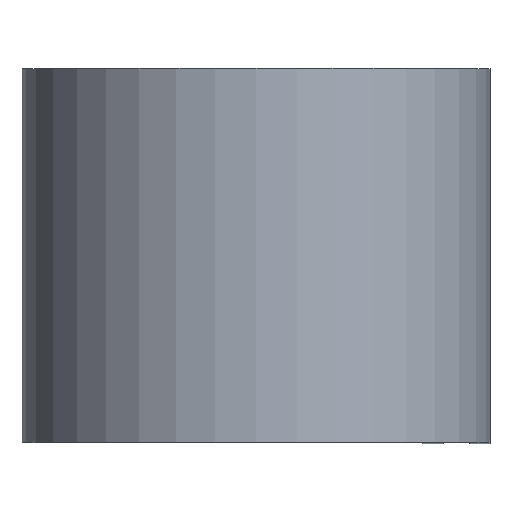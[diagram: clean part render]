
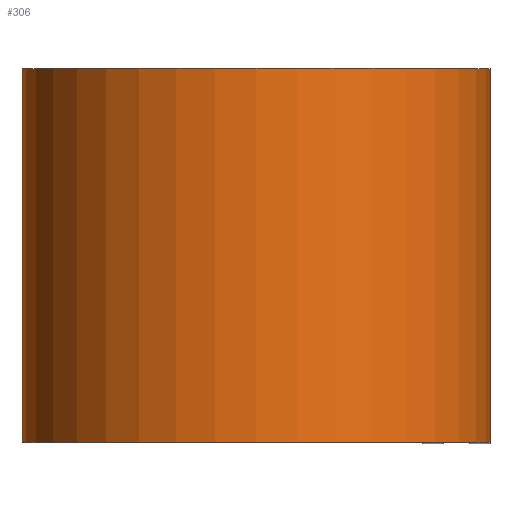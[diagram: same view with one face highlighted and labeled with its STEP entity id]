
A CAD part, top view. The second image highlights one B-rep face of the part: STEP entity #306.
In plain terms, the highlighted cylindrical face has radius 13.919 mm (diameter 27.838 mm), a partial arc.
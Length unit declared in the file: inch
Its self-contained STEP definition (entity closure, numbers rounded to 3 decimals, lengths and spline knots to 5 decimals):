
#17 = CARTESIAN_POINT ( 'NONE',  ( 0., -0.4375, 0. ) ) ;
#43 = DIRECTION ( 'NONE',  ( 0., 1., 0. ) ) ;
#45 = DIRECTION ( 'NONE',  ( 1., 0., 0. ) ) ;
#55 = LINE ( 'NONE', #438, #674 ) ;
#125 = DIRECTION ( 'NONE',  ( 0., 1., 0. ) ) ;
#128 = ORIENTED_EDGE ( 'NONE', *, *, #152, .T. ) ;
#152 = EDGE_CURVE ( 'NONE', #378, #722, #55, .T. ) ;
#155 = ORIENTED_EDGE ( 'NONE', *, *, #718, .F. ) ;
#159 = VERTEX_POINT ( 'NONE', #462 ) ;
#162 = DIRECTION ( 'NONE',  ( 1., 0., 0. ) ) ;
#170 = DIRECTION ( 'NONE',  ( 0., -1., 0. ) ) ;
#207 = CARTESIAN_POINT ( 'NONE',  ( 0.548, -0.4375, 0. ) ) ;
#222 = DIRECTION ( 'NONE',  ( 0., 0., -1. ) ) ;
#226 = LINE ( 'NONE', #616, #368 ) ;
#238 = ORIENTED_EDGE ( 'NONE', *, *, #442, .T. ) ;
#249 = CYLINDRICAL_SURFACE ( 'NONE', #546, 0.548 ) ;
#263 = FACE_OUTER_BOUND ( 'NONE', #424, .T. ) ;
#306 = ADVANCED_FACE ( 'NONE', ( #263 ), #249, .T. ) ;
#317 = EDGE_CURVE ( 'NONE', #378, #159, #412, .T. ) ;
#334 = CARTESIAN_POINT ( 'NONE',  ( 0., 0.4375, 0. ) ) ;
#335 = CARTESIAN_POINT ( 'NONE',  ( 0., -0.4375, -0.548 ) ) ;
#341 = CIRCLE ( 'NONE', #709, 0.548 ) ;
#368 = VECTOR ( 'NONE', #628, 39.37008 ) ;
#378 = VERTEX_POINT ( 'NONE', #692 ) ;
#388 = AXIS2_PLACEMENT_3D ( 'NONE', #520, #125, #162 ) ;
#412 = CIRCLE ( 'NONE', #388, 0.548 ) ;
#424 = EDGE_LOOP ( 'NONE', ( #238, #155, #625, #128 ) ) ;
#438 = CARTESIAN_POINT ( 'NONE',  ( 0., 0.4375, -0.548 ) ) ;
#442 = EDGE_CURVE ( 'NONE', #722, #482, #341, .T. ) ;
#462 = CARTESIAN_POINT ( 'NONE',  ( 0.548, 0.4375, 0. ) ) ;
#482 = VERTEX_POINT ( 'NONE', #207 ) ;
#497 = DIRECTION ( 'NONE',  ( 0., -1., 0. ) ) ;
#520 = CARTESIAN_POINT ( 'NONE',  ( 0., 0.4375, 0. ) ) ;
#546 = AXIS2_PLACEMENT_3D ( 'NONE', #334, #170, #222 ) ;
#616 = CARTESIAN_POINT ( 'NONE',  ( 0.548, 0.4375, 0. ) ) ;
#625 = ORIENTED_EDGE ( 'NONE', *, *, #317, .F. ) ;
#628 = DIRECTION ( 'NONE',  ( 0., -1., 0. ) ) ;
#674 = VECTOR ( 'NONE', #497, 39.37008 ) ;
#692 = CARTESIAN_POINT ( 'NONE',  ( 0., 0.4375, -0.548 ) ) ;
#709 = AXIS2_PLACEMENT_3D ( 'NONE', #17, #43, #45 ) ;
#718 = EDGE_CURVE ( 'NONE', #159, #482, #226, .T. ) ;
#722 = VERTEX_POINT ( 'NONE', #335 ) ;
